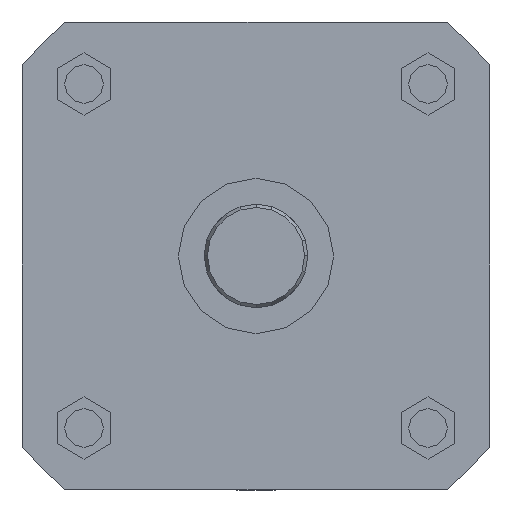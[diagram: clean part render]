
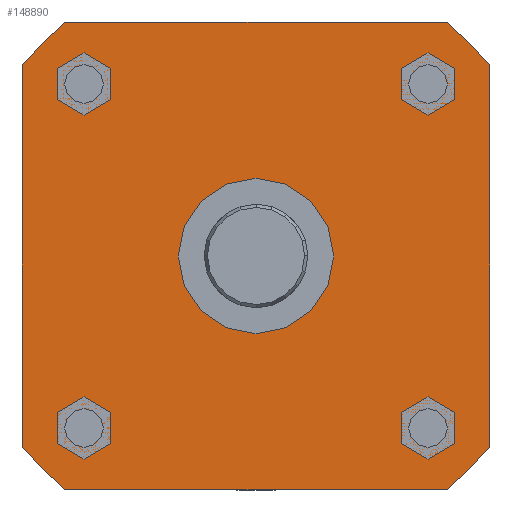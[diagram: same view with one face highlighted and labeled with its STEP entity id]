
A CAD part, left-side view. The second image highlights one B-rep face of the part: STEP entity #148890.
In plain terms, the highlighted free-form (B-spline) face has degree [1, 1] with [2, 2] control points.
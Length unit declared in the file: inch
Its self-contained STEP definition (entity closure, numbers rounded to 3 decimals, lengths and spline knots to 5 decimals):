
#145100 = CARTESIAN_POINT ('', (-15.56, -2.02575, -2.08965));
#145110 = VERTEX_POINT ('', #145100);
#145380 = CARTESIAN_POINT ('', (-15.56, -2.25825, -1.83591));
#145390 = VERTEX_POINT ('', #145380);
#147300 = CARTESIAN_POINT ('', (-15.56, -1.83591, -2.25825));
#147310 = VERTEX_POINT ('', #147300);
#147320 = CARTESIAN_POINT ('', (-15.56, -1.83591, -2.25825));
#147330 = CARTESIAN_POINT ('', (-15.56, -1.93472, -2.1779));
#147340 = CARTESIAN_POINT ('', (-15.56, -2.02575, -2.08965));
#147350 = B_SPLINE_CURVE_WITH_KNOTS ('', 2, (#147320, #147330, #147340), .UNSPECIFIED., .F., .U., (3, 3), (0., 0.42455), .UNSPECIFIED.);
#147410 = EDGE_CURVE ('', #147310, #145110, #147350, .T.);
#147420 = ORIENTED_EDGE ('', *, *, #147410, .T.);
#147430 = CARTESIAN_POINT ('', (-15.56, -2.02575, -2.08965));
#147440 = CARTESIAN_POINT ('', (-15.56, -2.14914, -1.97003));
#147450 = CARTESIAN_POINT ('', (-15.56, -2.25825, -1.83591));
#147460 = B_SPLINE_CURVE_WITH_KNOTS ('', 2, (#147430, #147440, #147450), .UNSPECIFIED., .F., .U., (3, 3), (0.42455, 1.), .UNSPECIFIED.);
#147520 = EDGE_CURVE ('', #145110, #145390, #147460, .T.);
#147530 = ORIENTED_EDGE ('', *, *, #147520, .T.);
#147540 = CARTESIAN_POINT ('', (-15.56, -2.25825, 1.83592));
#147550 = VERTEX_POINT ('', #147540);
#147560 = CARTESIAN_POINT ('', (-15.56, -2.25825, -1.83591));
#147570 = DIRECTION ('', (0., 0., 3.672));
#147580 = VECTOR ('', #147570, 3.67183);
#147590 = LINE ('', #147560, #147580);
#147650 = EDGE_CURVE ('', #145390, #147550, #147590, .T.);
#147660 = ORIENTED_EDGE ('', *, *, #147650, .T.);
#147670 = CARTESIAN_POINT ('', (-15.56, -2.08965, 2.02575));
#147680 = VERTEX_POINT ('', #147670);
#147690 = CARTESIAN_POINT ('', (-15.56, -2.25825, 1.83592));
#147700 = CARTESIAN_POINT ('', (-15.56, -2.1779, 1.93472));
#147710 = CARTESIAN_POINT ('', (-15.56, -2.08965, 2.02575));
#147720 = B_SPLINE_CURVE_WITH_KNOTS ('', 2, (#147690, #147700, #147710), .UNSPECIFIED., .F., .U., (3, 3), (0., 0.42453), .UNSPECIFIED.);
#147780 = EDGE_CURVE ('', #147550, #147680, #147720, .T.);
#147790 = ORIENTED_EDGE ('', *, *, #147780, .T.);
#147800 = CARTESIAN_POINT ('', (-15.56, -1.83591, 2.25826));
#147810 = VERTEX_POINT ('', #147800);
#147820 = CARTESIAN_POINT ('', (-15.56, -2.08965, 2.02575));
#147830 = CARTESIAN_POINT ('', (-15.56, -1.97003, 2.14914));
#147840 = CARTESIAN_POINT ('', (-15.56, -1.83591, 2.25826));
#147850 = B_SPLINE_CURVE_WITH_KNOTS ('', 2, (#147820, #147830, #147840), .UNSPECIFIED., .F., .U., (3, 3), (0.42453, 1.), .UNSPECIFIED.);
#147910 = EDGE_CURVE ('', #147680, #147810, #147850, .T.);
#147920 = ORIENTED_EDGE ('', *, *, #147910, .T.);
#147930 = CARTESIAN_POINT ('', (-15.56, 1.83591, 2.25826));
#147940 = VERTEX_POINT ('', #147930);
#147950 = CARTESIAN_POINT ('', (-15.56, -1.83591, 2.25826));
#147960 = DIRECTION ('', (0., 3.672, 0.));
#147970 = VECTOR ('', #147960, 3.67182);
#147980 = LINE ('', #147950, #147970);
#148040 = EDGE_CURVE ('', #147810, #147940, #147980, .T.);
#148050 = ORIENTED_EDGE ('', *, *, #148040, .T.);
#148060 = CARTESIAN_POINT ('', (-15.56, 2.02575, 2.08966));
#148070 = VERTEX_POINT ('', #148060);
#148080 = CARTESIAN_POINT ('', (-15.56, 1.83591, 2.25826));
#148090 = CARTESIAN_POINT ('', (-15.56, 1.93472, 2.17791));
#148100 = CARTESIAN_POINT ('', (-15.56, 2.02575, 2.08966));
#148110 = B_SPLINE_CURVE_WITH_KNOTS ('', 2, (#148080, #148090, #148100), .UNSPECIFIED., .F., .U., (3, 3), (0., 0.42455), .UNSPECIFIED.);
#148170 = EDGE_CURVE ('', #147940, #148070, #148110, .T.);
#148180 = ORIENTED_EDGE ('', *, *, #148170, .T.);
#148190 = CARTESIAN_POINT ('', (-15.56, 2.25825, 1.83592));
#148200 = VERTEX_POINT ('', #148190);
#148210 = CARTESIAN_POINT ('', (-15.56, 2.02575, 2.08966));
#148220 = CARTESIAN_POINT ('', (-15.56, 2.14914, 1.97004));
#148230 = CARTESIAN_POINT ('', (-15.56, 2.25825, 1.83592));
#148240 = B_SPLINE_CURVE_WITH_KNOTS ('', 2, (#148210, #148220, #148230), .UNSPECIFIED., .F., .U., (3, 3), (0.42455, 1.), .UNSPECIFIED.);
#148300 = EDGE_CURVE ('', #148070, #148200, #148240, .T.);
#148310 = ORIENTED_EDGE ('', *, *, #148300, .T.);
#148320 = CARTESIAN_POINT ('', (-15.56, 2.25825, -1.83591));
#148330 = VERTEX_POINT ('', #148320);
#148340 = CARTESIAN_POINT ('', (-15.56, 2.25825, 1.83592));
#148350 = DIRECTION ('', (0., 0., -3.672));
#148360 = VECTOR ('', #148350, 3.67183);
#148370 = LINE ('', #148340, #148360);
#148430 = EDGE_CURVE ('', #148200, #148330, #148370, .T.);
#148440 = ORIENTED_EDGE ('', *, *, #148430, .T.);
#148450 = CARTESIAN_POINT ('', (-15.56, 2.08965, -2.02574));
#148460 = VERTEX_POINT ('', #148450);
#148470 = CARTESIAN_POINT ('', (-15.56, 2.25825, -1.83591));
#148480 = CARTESIAN_POINT ('', (-15.56, 2.1779, -1.93471));
#148490 = CARTESIAN_POINT ('', (-15.56, 2.08965, -2.02574));
#148500 = B_SPLINE_CURVE_WITH_KNOTS ('', 2, (#148470, #148480, #148490), .UNSPECIFIED., .F., .U., (3, 3), (0., 0.42453), .UNSPECIFIED.);
#148560 = EDGE_CURVE ('', #148330, #148460, #148500, .T.);
#148570 = ORIENTED_EDGE ('', *, *, #148560, .T.);
#148580 = CARTESIAN_POINT ('', (-15.56, 1.83591, -2.25825));
#148590 = VERTEX_POINT ('', #148580);
#148600 = CARTESIAN_POINT ('', (-15.56, 2.08965, -2.02574));
#148610 = CARTESIAN_POINT ('', (-15.56, 1.97003, -2.14913));
#148620 = CARTESIAN_POINT ('', (-15.56, 1.83591, -2.25825));
#148630 = B_SPLINE_CURVE_WITH_KNOTS ('', 2, (#148600, #148610, #148620), .UNSPECIFIED., .F., .U., (3, 3), (0.42453, 1.), .UNSPECIFIED.);
#148690 = EDGE_CURVE ('', #148460, #148590, #148630, .T.);
#148700 = ORIENTED_EDGE ('', *, *, #148690, .T.);
#148710 = CARTESIAN_POINT ('', (-15.56, 1.83591, -2.25825));
#148720 = DIRECTION ('', (0., -3.672, 0.));
#148730 = VECTOR ('', #148720, 3.67182);
#148740 = LINE ('', #148710, #148730);
#148800 = EDGE_CURVE ('', #148590, #147310, #148740, .T.);
#148810 = ORIENTED_EDGE ('', *, *, #148800, .T.);
#148820 = EDGE_LOOP ('', (#147420, #147530, #147660, #147790, #147920, #148050, #148180, #148310, #148440, #148570, #148700, #148810));
#148830 = FACE_OUTER_BOUND ('', #148820, .T.);
#148840 = CARTESIAN_POINT ('', (-15.56, 2.25925, 2.25926));
#148850 = CARTESIAN_POINT ('', (-15.56, -2.25925, 2.25926));
#148860 = CARTESIAN_POINT ('', (-15.56, 2.25925, -2.25925));
#148870 = CARTESIAN_POINT ('', (-15.56, -2.25925, -2.25925));
#148880 = B_SPLINE_SURFACE_WITH_KNOTS ('', 1, 1, ((#148840, #148850), (#148860, #148870)), .UNSPECIFIED., .F., .F., .U., (2, 2), (2, 2), (-6.76196, -2.24345), (-1.99254, 2.52596), .UNSPECIFIED.);
#148890 = ADVANCED_FACE ('A PART', (#148830), #148880, .T.);
